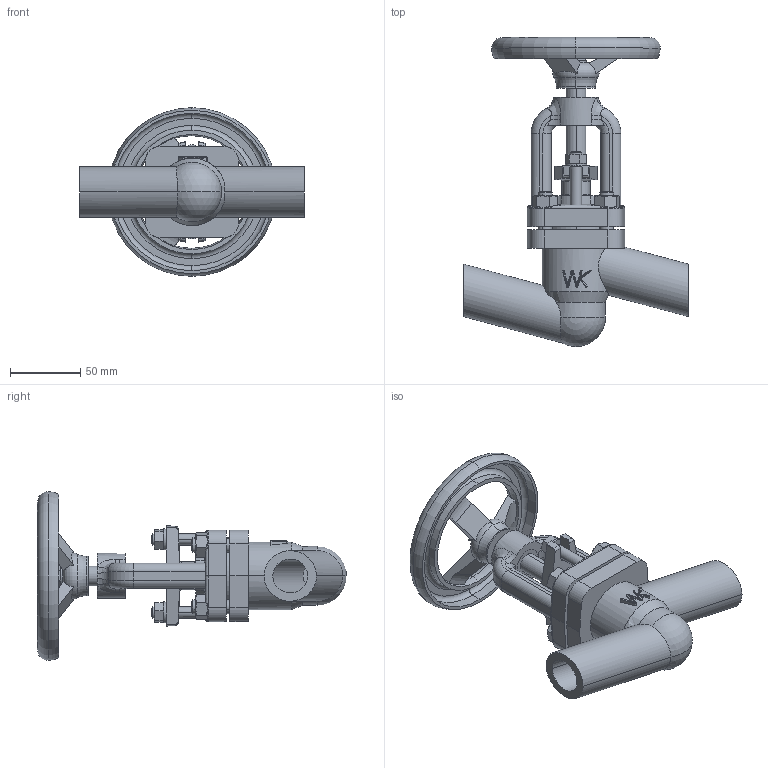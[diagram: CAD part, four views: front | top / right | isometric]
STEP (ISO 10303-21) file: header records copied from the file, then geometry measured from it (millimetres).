
FILE_DESCRIPTION (( 'STEP AP214' ), '1' );
FILE_NAME ('218S DN25 uproszczony.STEP', '2015-06-01T06:06:05', ( '' ), ( '' ), 'SwSTEP 2.0', 'SolidWorks 2015', '' );
FILE_SCHEMA (( 'AUTOMOTIVE_DESIGN' ));
Length unit declared in the file: millimetre
Products named in the file (1): 218S DN25 uproszczony
Bounding box: 160 x 220 x 120 mm (x, y, z)
Volume: 441204.2 mm3; surface area: 107652.4 mm2
Topology: 1 solids, 1 shells, 449 faces, 1128 edges, 686 vertices
Faces by surface type: plane 156, cylinder 152, cone 52, bspline 36, torus 34, sphere 19
Entity records: 20236 total; most frequent: CARTESIAN_POINT 6590, ORIENTED_EDGE 2218, DIRECTION 1978, EDGE_CURVE 1109, AXIS2_PLACEMENT_3D 805, VERTEX_POINT 684, EDGE_LOOP 493, FACE_OUTER_BOUND 449
